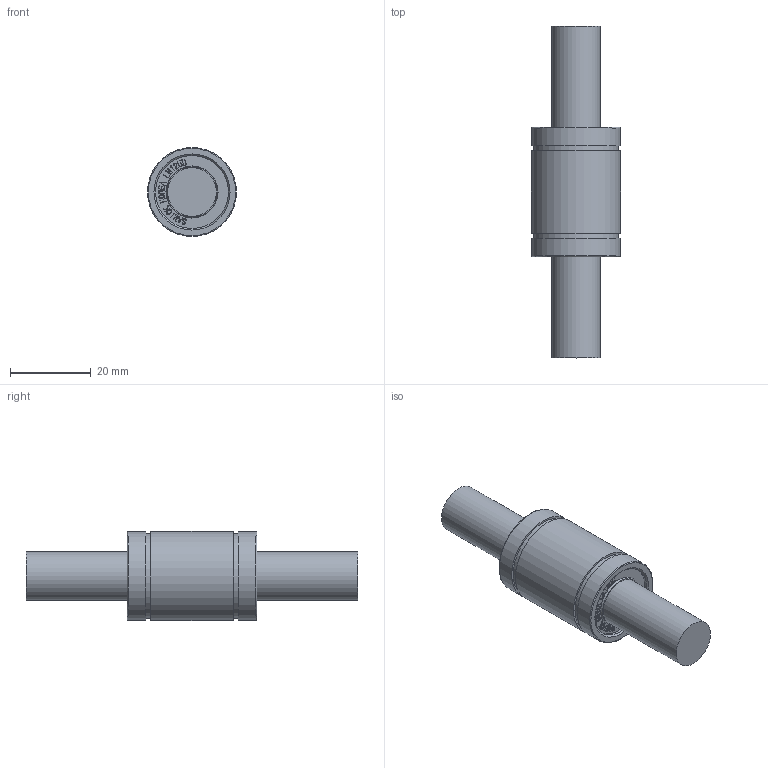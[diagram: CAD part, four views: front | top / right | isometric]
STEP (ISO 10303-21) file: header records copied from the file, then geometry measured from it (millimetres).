
FILE_DESCRIPTION((''),'2;1');
FILE_NAME('LME12UU.stp','2013-02-05T19:17:51',('user2'),(''),'Autodesk Inventor 2012','Autodesk Inventor 2012','');
FILE_SCHEMA(('AUTOMOTIVE_DESIGN { 1 0 10303 214 1 1 1 1 }'));
Length unit declared in the file: millimetre
Products named in the file (1): LME12UU
Bounding box: 22 x 82 x 22 mm (x, y, z)
Volume: 17452.7 mm3; surface area: 5147.9 mm2
Topology: 1 solids, 1 shells, 825 faces, 2311 edges, 1540 vertices
Faces by surface type: bspline 580, plane 230, cylinder 9, cone 4, torus 2
Full cylindrical faces by diameter (mm): 12 x2, 18 x2, 21 x2, 22 x3
Entity records: 27885 total; most frequent: CARTESIAN_POINT 9878, ORIENTED_EDGE 4588, EDGE_CURVE 2294, DIRECTION 1652, VERTEX_POINT 1538, QUASI_UNIFORM_CURVE 1160, VECTOR 1108, LINE 1108
